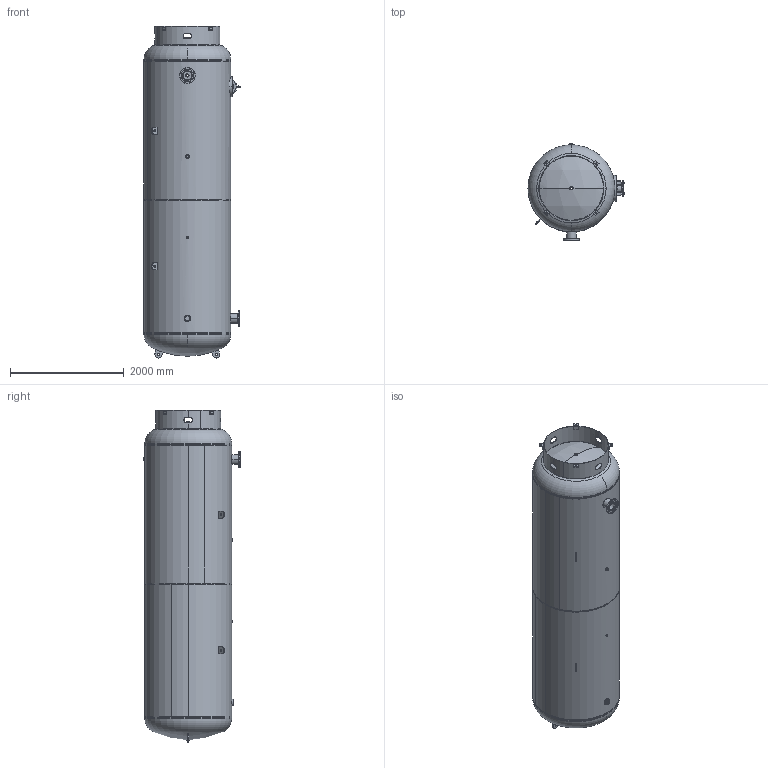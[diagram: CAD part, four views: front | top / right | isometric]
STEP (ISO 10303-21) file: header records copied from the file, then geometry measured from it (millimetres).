
FILE_DESCRIPTION (( 'STEP AP203' ), '1' );
FILE_NAME ('302452.STEP', '2012-03-05T14:39:11', ( '' ), ( '' ), 'SwSTEP 2.0', 'SolidWorks 2011', '' );
FILE_SCHEMA (( 'CONFIG_CONTROL_DESIGN' ));
Length unit declared in the file: inch
Products named in the file (1): 302452
Bounding box: 1685.83 x 1696.72 x 5829.56 mm (x, y, z)
Surface area: 55838096.7 mm2 (no closed solid volume)
Topology: 0 solids, 42 shells, 363 faces, 1097 edges, 759 vertices
Faces by surface type: cylinder 153, plane 129, torus 50, bspline 25, sphere 6
Entity records: 22094 total; most frequent: CARTESIAN_POINT 12261, DIRECTION 2094, ORIENTED_EDGE 1822, EDGE_CURVE 1097, AXIS2_PLACEMENT_3D 829, VERTEX_POINT 759, CIRCLE 490, LINE 436
